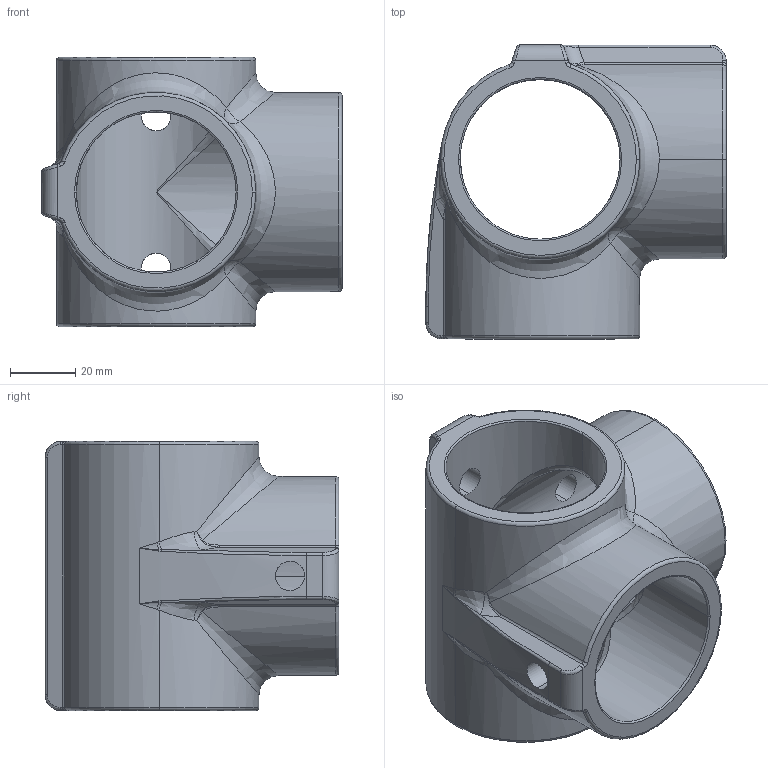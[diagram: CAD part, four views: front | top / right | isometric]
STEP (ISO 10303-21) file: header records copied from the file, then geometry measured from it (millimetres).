
FILE_DESCRIPTION (( 'STEP AP203' ), '1' );
FILE_NAME ('T194011.STEP', '2018-07-10T14:15:23', ( '' ), ( '' ), 'SwSTEP 2.0', 'SolidWorks 2016', '' );
FILE_SCHEMA (( 'CONFIG_CONTROL_DESIGN' ));
Length unit declared in the file: millimetre
Products named in the file (1): T194011
Bounding box: 92 x 90 x 82.5 mm (x, y, z)
Volume: 138056.4 mm3; surface area: 47177.6 mm2
Topology: 1 solids, 1 shells, 142 faces, 348 edges, 195 vertices
Faces by surface type: cylinder 53, bspline 45, torus 27, plane 13, sphere 4
Entity records: 6046 total; most frequent: CARTESIAN_POINT 3032, ORIENTED_EDGE 676, DIRECTION 573, EDGE_CURVE 338, AXIS2_PLACEMENT_3D 246, VERTEX_POINT 195, EDGE_LOOP 153, CIRCLE 148
